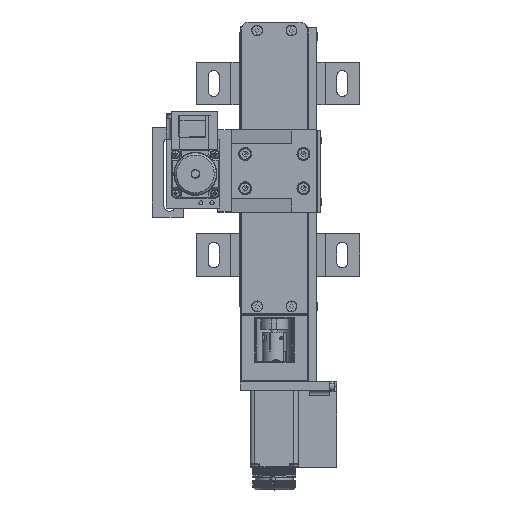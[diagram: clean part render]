
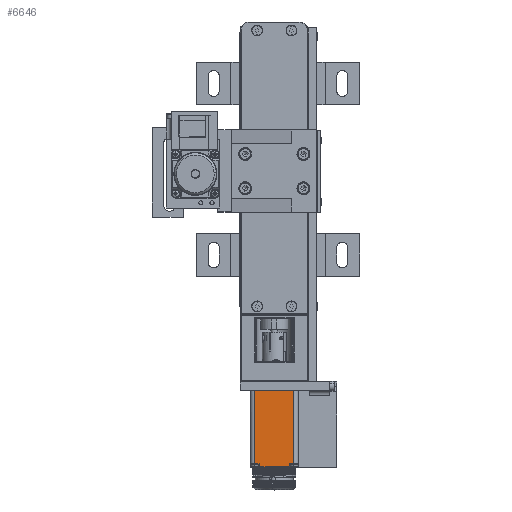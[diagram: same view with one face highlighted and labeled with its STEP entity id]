
A CAD part, top view. The second image highlights one B-rep face of the part: STEP entity #6646.
In plain terms, the highlighted planar face has unit normal (0, 0, 1).
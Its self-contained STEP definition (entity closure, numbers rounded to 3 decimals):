
#2837=PLANE('',#86897);
#6646=ADVANCED_FACE('',(#11466),#2837,.T.);
#11466=FACE_OUTER_BOUND('',#16508,.T.);
#16508=EDGE_LOOP('',(#33698,#33699,#33700,#33701,#33702,#33703,#33704,#33705,
#33706,#33707));
#33698=ORIENTED_EDGE('',*,*,#54086,.F.);
#33699=ORIENTED_EDGE('',*,*,#54087,.T.);
#33700=ORIENTED_EDGE('',*,*,#54088,.T.);
#33701=ORIENTED_EDGE('',*,*,#51217,.F.);
#33702=ORIENTED_EDGE('',*,*,#53974,.T.);
#33703=ORIENTED_EDGE('',*,*,#54010,.F.);
#33704=ORIENTED_EDGE('',*,*,#53956,.F.);
#33705=ORIENTED_EDGE('',*,*,#54011,.F.);
#33706=ORIENTED_EDGE('',*,*,#53987,.T.);
#33707=ORIENTED_EDGE('',*,*,#51328,.F.);
#51217=EDGE_CURVE('',#77236,#77212,#63403,.T.);
#51328=EDGE_CURVE('',#77290,#77311,#63447,.T.);
#53956=EDGE_CURVE('',#79084,#79081,#65443,.T.);
#53974=EDGE_CURVE('',#77236,#79107,#65461,.T.);
#53987=EDGE_CURVE('',#79113,#77311,#65470,.T.);
#54010=EDGE_CURVE('',#79081,#79107,#65486,.T.);
#54011=EDGE_CURVE('',#79113,#79084,#65487,.T.);
#54086=EDGE_CURVE('',#79154,#77290,#65519,.T.);
#54087=EDGE_CURVE('',#79154,#79155,#65520,.T.);
#54088=EDGE_CURVE('',#79155,#77212,#65521,.T.);
#63403=B_SPLINE_CURVE_WITH_KNOTS('',1,(#143510,#143511),.UNSPECIFIED.,.F.,
 .F.,(2,2),(0.,2.6),.UNSPECIFIED.);
#63447=B_SPLINE_CURVE_WITH_KNOTS('',1,(#144293,#144294),.UNSPECIFIED.,.F.,
 .F.,(2,2),(0.,2.6),.UNSPECIFIED.);
#65443=B_SPLINE_CURVE_WITH_KNOTS('',1,(#151803,#151804),.UNSPECIFIED.,.F.,
 .F.,(2,2),(0.,16.8),.UNSPECIFIED.);
#65461=B_SPLINE_CURVE_WITH_KNOTS('',1,(#151839,#151840),.UNSPECIFIED.,.F.,
 .F.,(2,2),(-1.4,0.),.UNSPECIFIED.);
#65470=B_SPLINE_CURVE_WITH_KNOTS('',1,(#151869,#151870),.UNSPECIFIED.,.F.,
 .F.,(2,2),(-1.4,0.),.UNSPECIFIED.);
#65486=B_SPLINE_CURVE_WITH_KNOTS('',1,(#151922,#151923),.UNSPECIFIED.,.F.,
 .F.,(2,2),(0.,0.707),.UNSPECIFIED.);
#65487=B_SPLINE_CURVE_WITH_KNOTS('',1,(#151924,#151925),.UNSPECIFIED.,.F.,
 .F.,(2,2),(0.,0.707),.UNSPECIFIED.);
#65519=B_SPLINE_CURVE_WITH_KNOTS('',1,(#152145,#152146),.UNSPECIFIED.,.F.,
 .F.,(2,2),(0.,42.6),.UNSPECIFIED.);
#65520=B_SPLINE_CURVE_WITH_KNOTS('',1,(#152147,#152148),.UNSPECIFIED.,.F.,
 .F.,(2,2),(0.,23.),.UNSPECIFIED.);
#65521=B_SPLINE_CURVE_WITH_KNOTS('',1,(#152149,#152150),.UNSPECIFIED.,.F.,
 .F.,(2,2),(0.,42.6),.UNSPECIFIED.);
#77212=VERTEX_POINT('',#122188);
#77236=VERTEX_POINT('',#122212);
#77290=VERTEX_POINT('',#122266);
#77311=VERTEX_POINT('',#122287);
#79081=VERTEX_POINT('',#124057);
#79084=VERTEX_POINT('',#124060);
#79107=VERTEX_POINT('',#124083);
#79113=VERTEX_POINT('',#124089);
#79154=VERTEX_POINT('',#124130);
#79155=VERTEX_POINT('',#124131);
#86897=AXIS2_PLACEMENT_3D('',#106702,#91133,$);
#91133=DIRECTION('',(0.,0.,1.));
#106702=CARTESIAN_POINT('',(-3.27,-73.83,36.));
#122188=CARTESIAN_POINT('',(-0.85,-121.,36.));
#122212=CARTESIAN_POINT('',(1.75,-121.,36.));
#122266=CARTESIAN_POINT('',(22.15,-121.,36.));
#122287=CARTESIAN_POINT('',(19.55,-121.,36.));
#124057=CARTESIAN_POINT('',(2.25,-122.9,36.));
#124060=CARTESIAN_POINT('',(19.05,-122.9,36.));
#124083=CARTESIAN_POINT('',(1.75,-122.4,36.));
#124089=CARTESIAN_POINT('',(19.55,-122.4,36.));
#124130=CARTESIAN_POINT('',(22.15,-78.4,36.));
#124131=CARTESIAN_POINT('',(-0.85,-78.4,36.));
#143510=CARTESIAN_POINT('',(1.75,-121.,36.));
#143511=CARTESIAN_POINT('',(-0.85,-121.,36.));
#144293=CARTESIAN_POINT('',(22.15,-121.,36.));
#144294=CARTESIAN_POINT('',(19.55,-121.,36.));
#151803=CARTESIAN_POINT('',(19.05,-122.9,36.));
#151804=CARTESIAN_POINT('',(2.25,-122.9,36.));
#151839=CARTESIAN_POINT('',(1.75,-121.,36.));
#151840=CARTESIAN_POINT('',(1.75,-122.4,36.));
#151869=CARTESIAN_POINT('',(19.55,-122.4,36.));
#151870=CARTESIAN_POINT('',(19.55,-121.,36.));
#151922=CARTESIAN_POINT('',(2.25,-122.9,36.));
#151923=CARTESIAN_POINT('',(1.75,-122.4,36.));
#151924=CARTESIAN_POINT('',(19.55,-122.4,36.));
#151925=CARTESIAN_POINT('',(19.05,-122.9,36.));
#152145=CARTESIAN_POINT('',(22.15,-78.4,36.));
#152146=CARTESIAN_POINT('',(22.15,-121.,36.));
#152147=CARTESIAN_POINT('',(22.15,-78.4,36.));
#152148=CARTESIAN_POINT('',(-0.85,-78.4,36.));
#152149=CARTESIAN_POINT('',(-0.85,-78.4,36.));
#152150=CARTESIAN_POINT('',(-0.85,-121.,36.));
